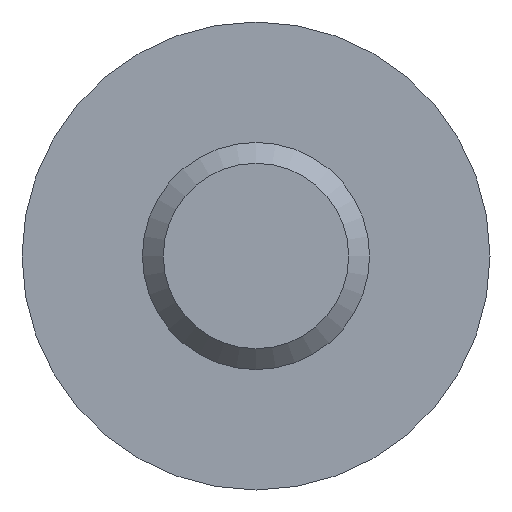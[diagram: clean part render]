
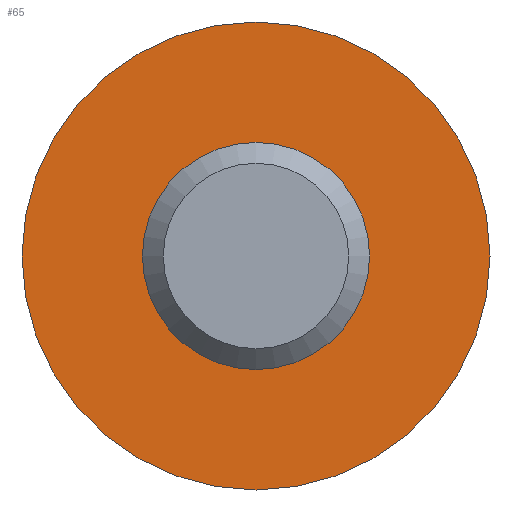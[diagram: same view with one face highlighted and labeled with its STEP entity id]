
A CAD part, front view. The second image highlights one B-rep face of the part: STEP entity #65.
In plain terms, the highlighted planar face has unit normal (0, -1, 0).
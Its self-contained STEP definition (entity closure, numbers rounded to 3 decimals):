
#65 = ADVANCED_FACE( '', ( #134, #135 ), #136, .F. );
#134 = FACE_BOUND( '', #202, .T. );
#135 = FACE_OUTER_BOUND( '', #203, .T. );
#136 = PLANE( '', #204 );
#202 = EDGE_LOOP( '', ( #311 ) );
#203 = EDGE_LOOP( '', ( #312 ) );
#204 = AXIS2_PLACEMENT_3D( '', #313, #314, #315 );
#311 = ORIENTED_EDGE( '', *, *, #384, .F. );
#312 = ORIENTED_EDGE( '', *, *, #375, .T. );
#313 = CARTESIAN_POINT( '', ( 10.3, 0., 0. ) );
#314 = DIRECTION( '', ( 0., 1., 0. ) );
#315 = DIRECTION( '', ( 0., 0., 1. ) );
#375 = EDGE_CURVE( '', #438, #438, #439, .T. );
#384 = EDGE_CURVE( '', #448, #448, #449, .T. );
#438 = VERTEX_POINT( '', #514 );
#439 = CIRCLE( '', #515, 10.3 );
#448 = VERTEX_POINT( '', #525 );
#449 = CIRCLE( '', #526, 4.45 );
#514 = CARTESIAN_POINT( '', ( 0., 0., -10.3 ) );
#515 = AXIS2_PLACEMENT_3D( '', #575, #576, #577 );
#525 = CARTESIAN_POINT( '', ( 0., 0., -4.45 ) );
#526 = AXIS2_PLACEMENT_3D( '', #585, #586, #587 );
#575 = CARTESIAN_POINT( '', ( 0., 0., 0. ) );
#576 = DIRECTION( '', ( 0., -1., 0. ) );
#577 = DIRECTION( '', ( 0., 0., -1. ) );
#585 = CARTESIAN_POINT( '', ( 0., 0., 0. ) );
#586 = DIRECTION( '', ( 0., -1., 0. ) );
#587 = DIRECTION( '', ( 0., 0., -1. ) );
